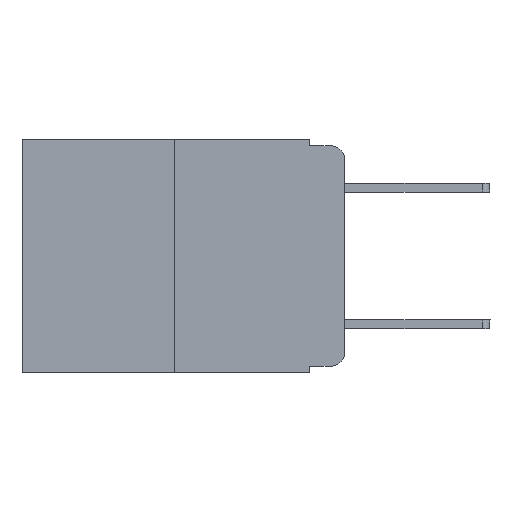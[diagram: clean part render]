
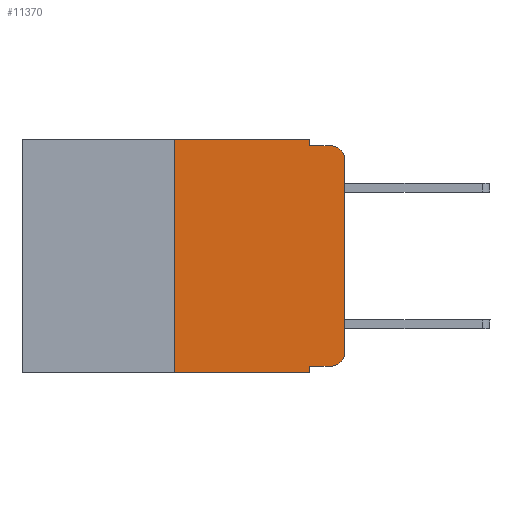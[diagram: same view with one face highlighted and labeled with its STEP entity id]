
A CAD part, left-side view. The second image highlights one B-rep face of the part: STEP entity #11370.
In plain terms, the highlighted planar face has unit normal (-1, 0, 0).
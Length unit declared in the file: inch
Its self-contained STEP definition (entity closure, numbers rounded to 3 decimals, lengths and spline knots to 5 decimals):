
#33 = VECTOR ( 'NONE', #7239, 39.37008 ) ;
#237 = CARTESIAN_POINT ( 'NONE',  ( 0., 0.02, -0.313 ) ) ;
#420 = CARTESIAN_POINT ( 'NONE',  ( 0., 0.051, -0.333 ) ) ;
#471 = CARTESIAN_POINT ( 'NONE',  ( 0., 0.051, -0.343 ) ) ;
#741 = DIRECTION ( 'NONE',  ( 0., 0., -1. ) ) ;
#1038 = CARTESIAN_POINT ( 'NONE',  ( 0., 0.473, 0. ) ) ;
#1061 = ORIENTED_EDGE ( 'NONE', *, *, #13252, .F. ) ;
#1194 = VECTOR ( 'NONE', #11965, 39.37008 ) ;
#2569 = CARTESIAN_POINT ( 'NONE',  ( 0., 0.051, -0.01 ) ) ;
#2600 = ORIENTED_EDGE ( 'NONE', *, *, #9722, .T. ) ;
#2763 = FACE_OUTER_BOUND ( 'NONE', #14570, .T. ) ;
#2839 = LINE ( 'NONE', #8883, #7315 ) ;
#3096 = CARTESIAN_POINT ( 'NONE',  ( 0., 0.051, 0. ) ) ;
#3174 = VECTOR ( 'NONE', #12839, 39.37008 ) ;
#3205 = CARTESIAN_POINT ( 'NONE',  ( 0., 0.051, -0.333 ) ) ;
#3363 = DIRECTION ( 'NONE',  ( 1., 0., 0. ) ) ;
#3684 = EDGE_CURVE ( 'NONE', #15516, #10663, #15171, .T. ) ;
#3874 = EDGE_CURVE ( 'NONE', #14595, #14746, #6097, .T. ) ;
#3996 = VERTEX_POINT ( 'NONE', #14088 ) ;
#4222 = CARTESIAN_POINT ( 'NONE',  ( 0., 0., -0.313 ) ) ;
#4554 = VERTEX_POINT ( 'NONE', #5560 ) ;
#4586 = DIRECTION ( 'NONE',  ( 0., 0., -1. ) ) ;
#4593 = ORIENTED_EDGE ( 'NONE', *, *, #5712, .F. ) ;
#4809 = CARTESIAN_POINT ( 'NONE',  ( 0., 0.02, -0.333 ) ) ;
#4915 = DIRECTION ( 'NONE',  ( 0., 0., -1. ) ) ;
#5056 = LINE ( 'NONE', #5930, #33 ) ;
#5141 = CARTESIAN_POINT ( 'NONE',  ( 0., 0.25, 0. ) ) ;
#5560 = CARTESIAN_POINT ( 'NONE',  ( 0., 0.25, -0.343 ) ) ;
#5712 = EDGE_CURVE ( 'NONE', #7112, #3996, #15434, .T. ) ;
#5845 = CARTESIAN_POINT ( 'NONE',  ( 0., 0., -0.03 ) ) ;
#5930 = CARTESIAN_POINT ( 'NONE',  ( 0., 0., 0. ) ) ;
#6097 = LINE ( 'NONE', #9314, #13475 ) ;
#6198 = VERTEX_POINT ( 'NONE', #14576 ) ;
#6546 = ORIENTED_EDGE ( 'NONE', *, *, #14526, .T. ) ;
#6562 = AXIS2_PLACEMENT_3D ( 'NONE', #13363, #10831, #4915 ) ;
#6716 = VECTOR ( 'NONE', #11497, 39.37008 ) ;
#6763 = PLANE ( 'NONE',  #12558 ) ;
#6818 = DIRECTION ( 'NONE',  ( 0., 0., -1. ) ) ;
#7008 = CARTESIAN_POINT ( 'NONE',  ( 0., 0.25, 0. ) ) ;
#7108 = ORIENTED_EDGE ( 'NONE', *, *, #3874, .F. ) ;
#7112 = VERTEX_POINT ( 'NONE', #8450 ) ;
#7239 = DIRECTION ( 'NONE',  ( 0., 0., 1. ) ) ;
#7315 = VECTOR ( 'NONE', #11383, 39.37008 ) ;
#7531 = LINE ( 'NONE', #11909, #1194 ) ;
#8425 = DIRECTION ( 'NONE',  ( 0., -1., 0. ) ) ;
#8429 = EDGE_CURVE ( 'NONE', #12367, #6198, #7531, .T. ) ;
#8450 = CARTESIAN_POINT ( 'NONE',  ( 0., 0.051, -0.01 ) ) ;
#8843 = ORIENTED_EDGE ( 'NONE', *, *, #14053, .T. ) ;
#8883 = CARTESIAN_POINT ( 'NONE',  ( 0., 0.473, -0.343 ) ) ;
#9022 = AXIS2_PLACEMENT_3D ( 'NONE', #237, #11341, #741 ) ;
#9088 = ORIENTED_EDGE ( 'NONE', *, *, #9571, .T. ) ;
#9269 = ORIENTED_EDGE ( 'NONE', *, *, #8429, .F. ) ;
#9314 = CARTESIAN_POINT ( 'NONE',  ( 0., 0.051, 0. ) ) ;
#9571 = EDGE_CURVE ( 'NONE', #14595, #15516, #14483, .T. ) ;
#9647 = LINE ( 'NONE', #7008, #15503 ) ;
#9722 = EDGE_CURVE ( 'NONE', #13793, #3996, #13732, .T. ) ;
#10025 = EDGE_CURVE ( 'NONE', #6198, #7112, #11252, .T. ) ;
#10568 = ORIENTED_EDGE ( 'NONE', *, *, #10025, .F. ) ;
#10663 = VERTEX_POINT ( 'NONE', #4222 ) ;
#10831 = DIRECTION ( 'NONE',  ( -1., 0., 0. ) ) ;
#11252 = LINE ( 'NONE', #3096, #6716 ) ;
#11341 = DIRECTION ( 'NONE',  ( -1., 0., 0. ) ) ;
#11370 = ADVANCED_FACE ( 'NONE', ( #2763 ), #6763, .F. ) ;
#11383 = DIRECTION ( 'NONE',  ( 0., -1., 0. ) ) ;
#11497 = DIRECTION ( 'NONE',  ( 0., 0., -1. ) ) ;
#11909 = CARTESIAN_POINT ( 'NONE',  ( 0., 0.473, 0. ) ) ;
#11965 = DIRECTION ( 'NONE',  ( 0., -1., 0. ) ) ;
#12186 = ORIENTED_EDGE ( 'NONE', *, *, #3684, .T. ) ;
#12367 = VERTEX_POINT ( 'NONE', #5141 ) ;
#12558 = AXIS2_PLACEMENT_3D ( 'NONE', #1038, #3363, #6818 ) ;
#12839 = DIRECTION ( 'NONE',  ( 0., -1., 0. ) ) ;
#13014 = DIRECTION ( 'NONE',  ( 0., 0., 1. ) ) ;
#13252 = EDGE_CURVE ( 'NONE', #4554, #12367, #9647, .T. ) ;
#13363 = CARTESIAN_POINT ( 'NONE',  ( 0., 0.02, -0.03 ) ) ;
#13475 = VECTOR ( 'NONE', #4586, 39.37008 ) ;
#13732 = CIRCLE ( 'NONE', #6562, 0.02 ) ;
#13793 = VERTEX_POINT ( 'NONE', #5845 ) ;
#14053 = EDGE_CURVE ( 'NONE', #4554, #14746, #2839, .T. ) ;
#14088 = CARTESIAN_POINT ( 'NONE',  ( 0., 0.02, -0.01 ) ) ;
#14483 = LINE ( 'NONE', #3205, #3174 ) ;
#14526 = EDGE_CURVE ( 'NONE', #10663, #13793, #5056, .T. ) ;
#14570 = EDGE_LOOP ( 'NONE', ( #6546, #2600, #4593, #10568, #9269, #1061, #8843, #7108, #9088, #12186 ) ) ;
#14576 = CARTESIAN_POINT ( 'NONE',  ( 0., 0.051, 0. ) ) ;
#14595 = VERTEX_POINT ( 'NONE', #420 ) ;
#14746 = VERTEX_POINT ( 'NONE', #471 ) ;
#14888 = VECTOR ( 'NONE', #8425, 39.37008 ) ;
#15171 = CIRCLE ( 'NONE', #9022, 0.02 ) ;
#15434 = LINE ( 'NONE', #2569, #14888 ) ;
#15503 = VECTOR ( 'NONE', #13014, 39.37008 ) ;
#15516 = VERTEX_POINT ( 'NONE', #4809 ) ;
